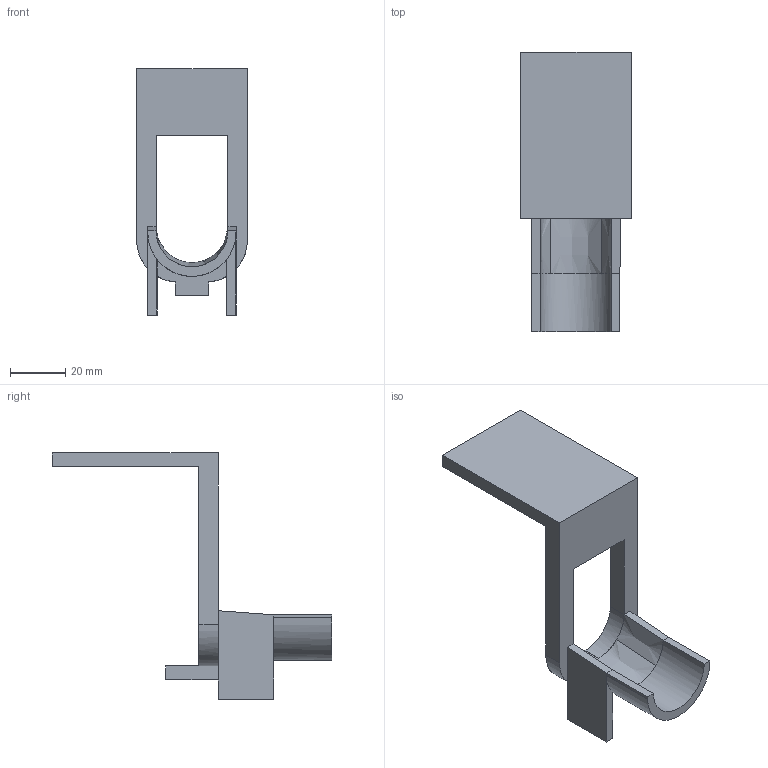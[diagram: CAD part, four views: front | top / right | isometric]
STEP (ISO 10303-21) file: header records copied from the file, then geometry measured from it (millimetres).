
FILE_DESCRIPTION(/* description */ (''),/* implementation_level */ '2;1');
FILE_NAME(/* name */ 'Post 1 Bracket with Chute.step',/* time_stamp */ '2023-02-01T17:05:06-06:00',/* author */ (''),/* organization */ (''),/* preprocessor_version */ 'ST-DEVELOPER v19.2',/* originating_system */ 'Autodesk Translation Framework v11.17.0.187',/* authorisation */ '');
FILE_SCHEMA (('AUTOMOTIVE_DESIGN { 1 0 10303 214 3 1 1 }'));
Length unit declared in the file: millimetre
Products named in the file (1): Post 1 Bracket with Chute
Bounding box: 40 x 101 x 89 mm (x, y, z)
Volume: 34041 mm3; surface area: 17574.1 mm2
Topology: 1 solids, 1 shells, 45 faces, 114 edges, 70 vertices
Faces by surface type: plane 35, cylinder 6, bspline 4
Entity records: 1460 total; most frequent: CARTESIAN_POINT 334, ORIENTED_EDGE 228, DIRECTION 220, EDGE_CURVE 114, LINE 88, VECTOR 88, VERTEX_POINT 70, AXIS2_PLACEMENT_3D 66
